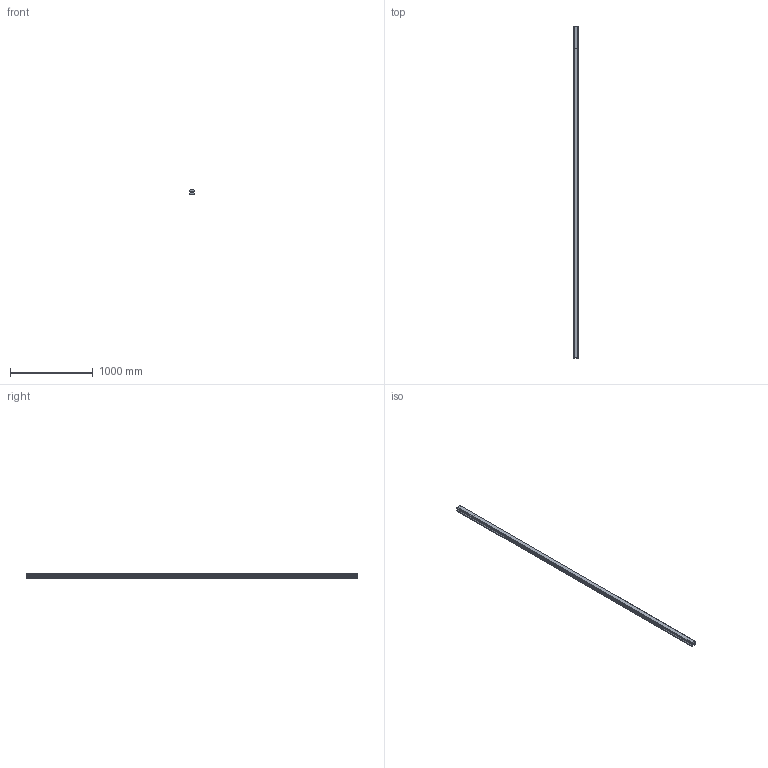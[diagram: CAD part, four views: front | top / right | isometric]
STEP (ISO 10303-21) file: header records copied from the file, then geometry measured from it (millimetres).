
FILE_DESCRIPTION(('STEP AP214'),'1');
FILE_NAME('cctmp_011E23C2-B767-45E7-BCA3-CFC76DF5BA32_2024_08_07_21_41_15_0053..stp','2024-08-07T19:41:15',('HIWIN GmbH'),('CADClick - www.CADClick.com'),'Spatial InterOp 3D',' ','unknown authorization');
FILE_SCHEMA(('AUTOMOTIVE_DESIGN'));
Length unit declared in the file: millimetre
Products named in the file (3): cc_unnamed; HGR65T4000C_FILE_1; HGR65T4000C_FILE
Assembly tree (2 placements, depth 2):
  cc_unnamed
    HGR65T4000C_FILE_1
    HGR65T4000C_FILE
Bounding box: 63 x 4000 x 53 mm (x, y, z)
Volume: 11266001 mm3; surface area: 1021312.8 mm2
Topology: 2 solids, 2 shells, 302 faces, 816 edges, 499 vertices
Faces by surface type: plane 186, cylinder 62, cone 54
Entity records: 11450 total; most frequent: CARTESIAN_POINT 1566, ORIENTED_EDGE 1524, DIRECTION 1496, EDGE_CURVE 762, LINE 638, VECTOR 638, VERTEX_POINT 499, AXIS2_PLACEMENT_3D 429
